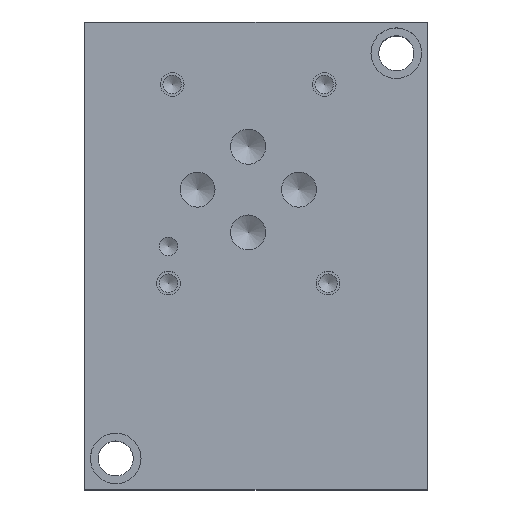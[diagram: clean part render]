
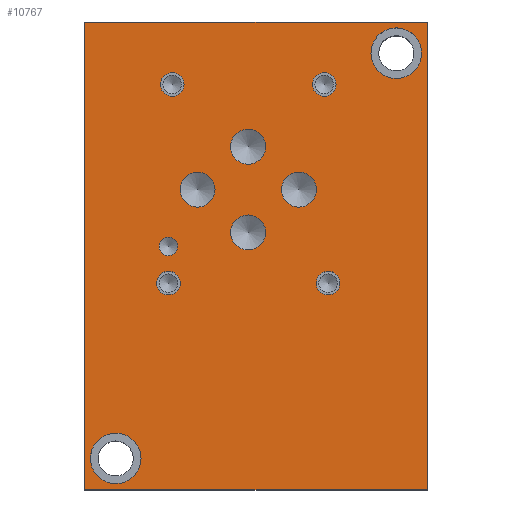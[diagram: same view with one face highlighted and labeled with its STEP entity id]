
A CAD part, top view. The second image highlights one B-rep face of the part: STEP entity #10767.
In plain terms, the highlighted planar face has unit normal (0, 0, 1).
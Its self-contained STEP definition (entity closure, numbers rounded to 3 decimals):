
#113=CIRCLE('',#11082,5.156);
#114=CIRCLE('',#11083,5.156);
#118=CIRCLE('',#11090,5.156);
#119=CIRCLE('',#11091,5.156);
#122=CIRCLE('',#11097,3.569);
#123=CIRCLE('',#11098,3.569);
#126=CIRCLE('',#11103,3.569);
#127=CIRCLE('',#11104,3.569);
#130=CIRCLE('',#11109,3.569);
#131=CIRCLE('',#11110,3.569);
#134=CIRCLE('',#11115,3.569);
#135=CIRCLE('',#11116,3.569);
#138=CIRCLE('',#11121,1.892);
#139=CIRCLE('',#11122,1.892);
#145=CIRCLE('',#11131,2.413);
#146=CIRCLE('',#11132,2.413);
#152=CIRCLE('',#11142,2.413);
#153=CIRCLE('',#11143,2.413);
#159=CIRCLE('',#11153,2.413);
#160=CIRCLE('',#11154,2.413);
#166=CIRCLE('',#11164,2.413);
#167=CIRCLE('',#11165,2.413);
#338=FACE_BOUND('',#1817,.T.);
#339=FACE_BOUND('',#1818,.T.);
#340=FACE_BOUND('',#1819,.T.);
#341=FACE_BOUND('',#1820,.T.);
#342=FACE_BOUND('',#1821,.T.);
#343=FACE_BOUND('',#1822,.T.);
#344=FACE_BOUND('',#1823,.T.);
#345=FACE_BOUND('',#1824,.T.);
#346=FACE_BOUND('',#1825,.T.);
#347=FACE_BOUND('',#1826,.T.);
#348=FACE_BOUND('',#1827,.T.);
#651=PLANE('',#11342);
#1201=FACE_OUTER_BOUND('',#1816,.T.);
#1816=EDGE_LOOP('',(#9588,#9589,#9590,#9591));
#1817=EDGE_LOOP('',(#9592,#9593));
#1818=EDGE_LOOP('',(#9594,#9595));
#1819=EDGE_LOOP('',(#9596,#9597));
#1820=EDGE_LOOP('',(#9598,#9599));
#1821=EDGE_LOOP('',(#9600,#9601));
#1822=EDGE_LOOP('',(#9602,#9603));
#1823=EDGE_LOOP('',(#9604,#9605));
#1824=EDGE_LOOP('',(#9606,#9607));
#1825=EDGE_LOOP('',(#9608,#9609));
#1826=EDGE_LOOP('',(#9610,#9611));
#1827=EDGE_LOOP('',(#9612,#9613));
#2151=LINE('',#16276,#3125);
#2575=LINE('',#17517,#3549);
#2644=LINE('',#17802,#3618);
#2802=LINE('',#18733,#3776);
#3125=VECTOR('',#11818,10.);
#3549=VECTOR('',#12548,10.);
#3618=VECTOR('',#12673,10.);
#3776=VECTOR('',#13433,10.);
#4505=VERTEX_POINT('',#16273);
#4506=VERTEX_POINT('',#16275);
#4818=VERTEX_POINT('',#17516);
#4878=VERTEX_POINT('',#17800);
#4956=VERTEX_POINT('',#18132);
#4957=VERTEX_POINT('',#18133);
#4961=VERTEX_POINT('',#18147);
#4962=VERTEX_POINT('',#18148);
#4966=VERTEX_POINT('',#18162);
#4967=VERTEX_POINT('',#18163);
#4971=VERTEX_POINT('',#18175);
#4972=VERTEX_POINT('',#18176);
#4976=VERTEX_POINT('',#18188);
#4977=VERTEX_POINT('',#18189);
#4981=VERTEX_POINT('',#18201);
#4982=VERTEX_POINT('',#18202);
#4986=VERTEX_POINT('',#18214);
#4987=VERTEX_POINT('',#18215);
#4994=VERTEX_POINT('',#18234);
#4995=VERTEX_POINT('',#18235);
#5002=VERTEX_POINT('',#18256);
#5003=VERTEX_POINT('',#18257);
#5010=VERTEX_POINT('',#18278);
#5011=VERTEX_POINT('',#18279);
#5018=VERTEX_POINT('',#18300);
#5019=VERTEX_POINT('',#18301);
#5714=EDGE_CURVE('',#4506,#4505,#2151,.T.);
#6182=EDGE_CURVE('',#4818,#4506,#2575,.T.);
#6271=EDGE_CURVE('',#4505,#4878,#2644,.T.);
#6382=EDGE_CURVE('',#4956,#4957,#113,.T.);
#6383=EDGE_CURVE('',#4957,#4956,#114,.T.);
#6389=EDGE_CURVE('',#4961,#4962,#118,.T.);
#6390=EDGE_CURVE('',#4962,#4961,#119,.T.);
#6396=EDGE_CURVE('',#4966,#4967,#122,.T.);
#6397=EDGE_CURVE('',#4967,#4966,#123,.T.);
#6402=EDGE_CURVE('',#4971,#4972,#126,.T.);
#6403=EDGE_CURVE('',#4972,#4971,#127,.T.);
#6408=EDGE_CURVE('',#4976,#4977,#130,.T.);
#6409=EDGE_CURVE('',#4977,#4976,#131,.T.);
#6414=EDGE_CURVE('',#4981,#4982,#134,.T.);
#6415=EDGE_CURVE('',#4982,#4981,#135,.T.);
#6420=EDGE_CURVE('',#4986,#4987,#138,.T.);
#6421=EDGE_CURVE('',#4987,#4986,#139,.T.);
#6429=EDGE_CURVE('',#4994,#4995,#145,.T.);
#6430=EDGE_CURVE('',#4995,#4994,#146,.T.);
#6439=EDGE_CURVE('',#5002,#5003,#152,.T.);
#6440=EDGE_CURVE('',#5003,#5002,#153,.T.);
#6449=EDGE_CURVE('',#5010,#5011,#159,.T.);
#6450=EDGE_CURVE('',#5011,#5010,#160,.T.);
#6459=EDGE_CURVE('',#5018,#5019,#166,.T.);
#6460=EDGE_CURVE('',#5019,#5018,#167,.T.);
#6630=EDGE_CURVE('',#4878,#4818,#2802,.T.);
#9588=ORIENTED_EDGE('',*,*,#5714,.T.);
#9589=ORIENTED_EDGE('',*,*,#6271,.T.);
#9590=ORIENTED_EDGE('',*,*,#6630,.T.);
#9591=ORIENTED_EDGE('',*,*,#6182,.T.);
#9592=ORIENTED_EDGE('',*,*,#6382,.T.);
#9593=ORIENTED_EDGE('',*,*,#6383,.T.);
#9594=ORIENTED_EDGE('',*,*,#6389,.T.);
#9595=ORIENTED_EDGE('',*,*,#6390,.T.);
#9596=ORIENTED_EDGE('',*,*,#6396,.T.);
#9597=ORIENTED_EDGE('',*,*,#6397,.T.);
#9598=ORIENTED_EDGE('',*,*,#6402,.T.);
#9599=ORIENTED_EDGE('',*,*,#6403,.T.);
#9600=ORIENTED_EDGE('',*,*,#6408,.T.);
#9601=ORIENTED_EDGE('',*,*,#6409,.T.);
#9602=ORIENTED_EDGE('',*,*,#6414,.T.);
#9603=ORIENTED_EDGE('',*,*,#6415,.T.);
#9604=ORIENTED_EDGE('',*,*,#6420,.T.);
#9605=ORIENTED_EDGE('',*,*,#6421,.T.);
#9606=ORIENTED_EDGE('',*,*,#6429,.T.);
#9607=ORIENTED_EDGE('',*,*,#6430,.T.);
#9608=ORIENTED_EDGE('',*,*,#6439,.T.);
#9609=ORIENTED_EDGE('',*,*,#6440,.T.);
#9610=ORIENTED_EDGE('',*,*,#6449,.T.);
#9611=ORIENTED_EDGE('',*,*,#6450,.T.);
#9612=ORIENTED_EDGE('',*,*,#6459,.T.);
#9613=ORIENTED_EDGE('',*,*,#6460,.T.);
#10767=ADVANCED_FACE('',(#1201,#338,#339,#340,#341,#342,#343,#344,#345,
#346,#347,#348),#651,.T.);
#11082=AXIS2_PLACEMENT_3D('',#18134,#12841,#12842);
#11083=AXIS2_PLACEMENT_3D('',#18135,#12843,#12844);
#11090=AXIS2_PLACEMENT_3D('',#18149,#12859,#12860);
#11091=AXIS2_PLACEMENT_3D('',#18150,#12861,#12862);
#11097=AXIS2_PLACEMENT_3D('',#18164,#12876,#12877);
#11098=AXIS2_PLACEMENT_3D('',#18165,#12878,#12879);
#11103=AXIS2_PLACEMENT_3D('',#18177,#12890,#12891);
#11104=AXIS2_PLACEMENT_3D('',#18178,#12892,#12893);
#11109=AXIS2_PLACEMENT_3D('',#18190,#12904,#12905);
#11110=AXIS2_PLACEMENT_3D('',#18191,#12906,#12907);
#11115=AXIS2_PLACEMENT_3D('',#18203,#12918,#12919);
#11116=AXIS2_PLACEMENT_3D('',#18204,#12920,#12921);
#11121=AXIS2_PLACEMENT_3D('',#18216,#12932,#12933);
#11122=AXIS2_PLACEMENT_3D('',#18217,#12934,#12935);
#11131=AXIS2_PLACEMENT_3D('',#18236,#12954,#12955);
#11132=AXIS2_PLACEMENT_3D('',#18237,#12956,#12957);
#11142=AXIS2_PLACEMENT_3D('',#18258,#12979,#12980);
#11143=AXIS2_PLACEMENT_3D('',#18259,#12981,#12982);
#11153=AXIS2_PLACEMENT_3D('',#18280,#13004,#13005);
#11154=AXIS2_PLACEMENT_3D('',#18281,#13006,#13007);
#11164=AXIS2_PLACEMENT_3D('',#18302,#13029,#13030);
#11165=AXIS2_PLACEMENT_3D('',#18303,#13031,#13032);
#11342=AXIS2_PLACEMENT_3D('',#18736,#13438,#13439);
#11818=DIRECTION('',(1.,0.,0.));
#12548=DIRECTION('',(0.,-1.,0.));
#12673=DIRECTION('',(0.,1.,0.));
#12841=DIRECTION('center_axis',(0.,0.,-1.));
#12842=DIRECTION('ref_axis',(1.,0.,0.));
#12843=DIRECTION('center_axis',(0.,0.,-1.));
#12844=DIRECTION('ref_axis',(1.,0.,0.));
#12859=DIRECTION('center_axis',(0.,0.,-1.));
#12860=DIRECTION('ref_axis',(1.,0.,0.));
#12861=DIRECTION('center_axis',(0.,0.,-1.));
#12862=DIRECTION('ref_axis',(1.,0.,0.));
#12876=DIRECTION('center_axis',(0.,0.,-1.));
#12877=DIRECTION('ref_axis',(1.,0.,0.));
#12878=DIRECTION('center_axis',(0.,0.,-1.));
#12879=DIRECTION('ref_axis',(1.,0.,0.));
#12890=DIRECTION('center_axis',(0.,0.,-1.));
#12891=DIRECTION('ref_axis',(1.,0.,0.));
#12892=DIRECTION('center_axis',(0.,0.,-1.));
#12893=DIRECTION('ref_axis',(1.,0.,0.));
#12904=DIRECTION('center_axis',(0.,0.,-1.));
#12905=DIRECTION('ref_axis',(1.,0.,0.));
#12906=DIRECTION('center_axis',(0.,0.,-1.));
#12907=DIRECTION('ref_axis',(1.,0.,0.));
#12918=DIRECTION('center_axis',(0.,0.,-1.));
#12919=DIRECTION('ref_axis',(1.,0.,0.));
#12920=DIRECTION('center_axis',(0.,0.,-1.));
#12921=DIRECTION('ref_axis',(1.,0.,0.));
#12932=DIRECTION('center_axis',(0.,0.,-1.));
#12933=DIRECTION('ref_axis',(1.,0.,0.));
#12934=DIRECTION('center_axis',(0.,0.,-1.));
#12935=DIRECTION('ref_axis',(1.,0.,0.));
#12954=DIRECTION('center_axis',(0.,0.,-1.));
#12955=DIRECTION('ref_axis',(1.,0.,0.));
#12956=DIRECTION('center_axis',(0.,0.,-1.));
#12957=DIRECTION('ref_axis',(1.,0.,0.));
#12979=DIRECTION('center_axis',(0.,0.,-1.));
#12980=DIRECTION('ref_axis',(1.,0.,0.));
#12981=DIRECTION('center_axis',(0.,0.,-1.));
#12982=DIRECTION('ref_axis',(1.,0.,0.));
#13004=DIRECTION('center_axis',(0.,0.,-1.));
#13005=DIRECTION('ref_axis',(1.,0.,0.));
#13006=DIRECTION('center_axis',(0.,0.,-1.));
#13007=DIRECTION('ref_axis',(1.,0.,0.));
#13029=DIRECTION('center_axis',(0.,0.,-1.));
#13030=DIRECTION('ref_axis',(1.,0.,0.));
#13031=DIRECTION('center_axis',(0.,0.,-1.));
#13032=DIRECTION('ref_axis',(1.,0.,0.));
#13433=DIRECTION('',(-1.,0.,0.));
#13438=DIRECTION('center_axis',(0.,0.,1.));
#13439=DIRECTION('ref_axis',(1.,0.,0.));
#16273=CARTESIAN_POINT('',(69.85,0.,50.8));
#16275=CARTESIAN_POINT('',(0.,0.,50.8));
#16276=CARTESIAN_POINT('',(0.,0.,50.8));
#17516=CARTESIAN_POINT('',(0.,95.25,50.8));
#17517=CARTESIAN_POINT('',(0.,95.25,50.8));
#17800=CARTESIAN_POINT('',(69.85,95.25,50.8));
#17802=CARTESIAN_POINT('',(69.85,0.,50.8));
#18132=CARTESIAN_POINT('',(68.656,88.9,50.8));
#18133=CARTESIAN_POINT('',(58.344,88.9,50.8));
#18134=CARTESIAN_POINT('Origin',(63.5,88.9,50.8));
#18135=CARTESIAN_POINT('Origin',(63.5,88.9,50.8));
#18147=CARTESIAN_POINT('',(11.506,6.35,50.8));
#18148=CARTESIAN_POINT('',(1.194,6.35,50.8));
#18149=CARTESIAN_POINT('Origin',(6.35,6.35,50.8));
#18150=CARTESIAN_POINT('Origin',(6.35,6.35,50.8));
#18162=CARTESIAN_POINT('',(36.894,69.85,50.8));
#18163=CARTESIAN_POINT('',(29.756,69.85,50.8));
#18164=CARTESIAN_POINT('Origin',(33.325,69.85,50.8));
#18165=CARTESIAN_POINT('Origin',(33.325,69.85,50.8));
#18175=CARTESIAN_POINT('',(26.581,61.112,50.8));
#18176=CARTESIAN_POINT('',(19.444,61.112,50.8));
#18177=CARTESIAN_POINT('Origin',(23.012,61.112,50.8));
#18178=CARTESIAN_POINT('Origin',(23.012,61.112,50.8));
#18188=CARTESIAN_POINT('',(47.231,61.112,50.8));
#18189=CARTESIAN_POINT('',(40.094,61.112,50.8));
#18190=CARTESIAN_POINT('Origin',(43.663,61.112,50.8));
#18191=CARTESIAN_POINT('Origin',(43.663,61.112,50.8));
#18201=CARTESIAN_POINT('',(36.894,52.375,50.8));
#18202=CARTESIAN_POINT('',(29.756,52.375,50.8));
#18203=CARTESIAN_POINT('Origin',(33.325,52.375,50.8));
#18204=CARTESIAN_POINT('Origin',(33.325,52.375,50.8));
#18214=CARTESIAN_POINT('',(18.961,49.555,50.8));
#18215=CARTESIAN_POINT('',(15.177,49.555,50.8));
#18216=CARTESIAN_POINT('Origin',(17.069,49.555,50.8));
#18217=CARTESIAN_POINT('Origin',(17.069,49.555,50.8));
#18234=CARTESIAN_POINT('',(52.019,42.062,50.8));
#18235=CARTESIAN_POINT('',(47.193,42.062,50.8));
#18236=CARTESIAN_POINT('Origin',(49.606,42.062,50.8));
#18237=CARTESIAN_POINT('Origin',(49.606,42.062,50.8));
#18256=CARTESIAN_POINT('',(20.269,82.55,50.8));
#18257=CARTESIAN_POINT('',(15.443,82.55,50.8));
#18258=CARTESIAN_POINT('Origin',(17.856,82.55,50.8));
#18259=CARTESIAN_POINT('Origin',(17.856,82.55,50.8));
#18278=CARTESIAN_POINT('',(51.232,82.55,50.8));
#18279=CARTESIAN_POINT('',(46.406,82.55,50.8));
#18280=CARTESIAN_POINT('Origin',(48.819,82.55,50.8));
#18281=CARTESIAN_POINT('Origin',(48.819,82.55,50.8));
#18300=CARTESIAN_POINT('',(19.482,42.062,50.8));
#18301=CARTESIAN_POINT('',(14.656,42.062,50.8));
#18302=CARTESIAN_POINT('Origin',(17.069,42.062,50.8));
#18303=CARTESIAN_POINT('Origin',(17.069,42.062,50.8));
#18733=CARTESIAN_POINT('',(69.85,95.25,50.8));
#18736=CARTESIAN_POINT('Origin',(34.925,47.625,50.8));
